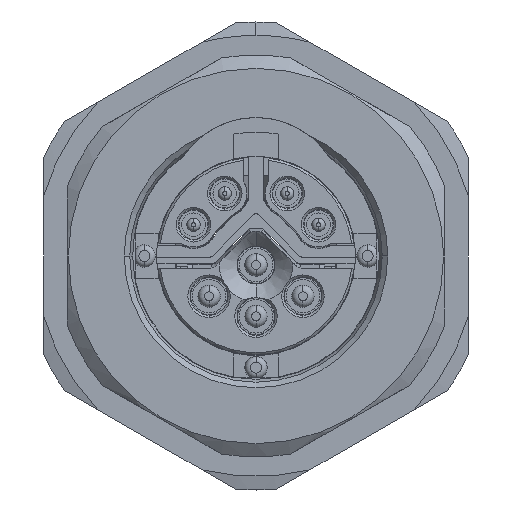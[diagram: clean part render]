
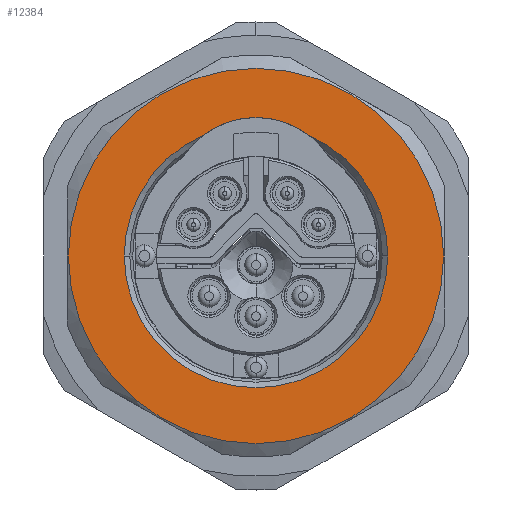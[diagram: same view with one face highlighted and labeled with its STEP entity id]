
A CAD part, left-side view. The second image highlights one B-rep face of the part: STEP entity #12384.
In plain terms, the highlighted planar face has unit normal (-1, 0, 0).
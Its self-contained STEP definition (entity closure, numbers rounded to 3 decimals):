
#108 = DIRECTION ( 'NONE',  ( 1., 0., 0. ) ) ;
#233 = ORIENTED_EDGE ( 'NONE', *, *, #9304, .T. ) ;
#248 = AXIS2_PLACEMENT_3D ( 'NONE', #11778, #11622, #11500 ) ;
#1123 = CARTESIAN_POINT ( 'NONE',  ( 59.25, -5.9, 0. ) ) ;
#1145 = DIRECTION ( 'NONE',  ( 0., 1., 0. ) ) ;
#1862 = CARTESIAN_POINT ( 'NONE',  ( 59.25, 0., 0. ) ) ;
#3608 = ORIENTED_EDGE ( 'NONE', *, *, #6411, .T. ) ;
#3926 = AXIS2_PLACEMENT_3D ( 'NONE', #13370, #13538, #14325 ) ;
#4225 = AXIS2_PLACEMENT_3D ( 'NONE', #12393, #10922, #12771 ) ;
#4362 = CIRCLE ( 'NONE', #248, 8.4 ) ;
#4993 = FACE_OUTER_BOUND ( 'NONE', #13117, .T. ) ;
#5349 = ORIENTED_EDGE ( 'NONE', *, *, #8301, .T. ) ;
#5429 = CARTESIAN_POINT ( 'NONE',  ( 59.25, -8.4, 0. ) ) ;
#6411 = EDGE_CURVE ( 'NONE', #10967, #23439, #23462, .T. ) ;
#6885 = EDGE_CURVE ( 'NONE', #23439, #24017, #15626, .T. ) ;
#7462 = EDGE_LOOP ( 'NONE', ( #9542, #5349, #233, #3608 ) ) ;
#7673 = ORIENTED_EDGE ( 'NONE', *, *, #8086, .T. ) ;
#7760 = CARTESIAN_POINT ( 'NONE',  ( 59.25, 5.9, 0. ) ) ;
#8086 = EDGE_CURVE ( 'NONE', #22324, #26610, #4362, .T. ) ;
#8301 = EDGE_CURVE ( 'NONE', #24017, #25195, #21723, .T. ) ;
#9304 = EDGE_CURVE ( 'NONE', #25195, #10967, #10435, .T. ) ;
#9542 = ORIENTED_EDGE ( 'NONE', *, *, #6885, .T. ) ;
#10435 = CIRCLE ( 'NONE', #22146, 5.9 ) ;
#10922 = DIRECTION ( 'NONE',  ( 1., 0., 0. ) ) ;
#10967 = VERTEX_POINT ( 'NONE', #7760 ) ;
#11500 = DIRECTION ( 'NONE',  ( 0., 1., 0. ) ) ;
#11622 = DIRECTION ( 'NONE',  ( -1., 0., 0. ) ) ;
#11638 = CARTESIAN_POINT ( 'NONE',  ( 59.25, 2.358, 5.408 ) ) ;
#11778 = CARTESIAN_POINT ( 'NONE',  ( 59.25, 0., 0. ) ) ;
#12106 = EDGE_CURVE ( 'NONE', #26610, #22324, #26748, .T. ) ;
#12384 = ADVANCED_FACE ( 'NONE', ( #4993, #26484 ), #16330, .T. ) ;
#12393 = CARTESIAN_POINT ( 'NONE',  ( 59.25, 0., 2.293 ) ) ;
#12685 = AXIS2_PLACEMENT_3D ( 'NONE', #17044, #17127, #16986 ) ;
#12771 = DIRECTION ( 'NONE',  ( 0., 1., 0. ) ) ;
#13117 = EDGE_LOOP ( 'NONE', ( #7673, #22481 ) ) ;
#13370 = CARTESIAN_POINT ( 'NONE',  ( 59.25, 0., 0. ) ) ;
#13538 = DIRECTION ( 'NONE',  ( 1., 0., 0. ) ) ;
#14196 = CARTESIAN_POINT ( 'NONE',  ( 59.25, 0., -7.25 ) ) ;
#14325 = DIRECTION ( 'NONE',  ( 0., 1., 0. ) ) ;
#15002 = DIRECTION ( 'NONE',  ( 0., 1., 0. ) ) ;
#15626 = CIRCLE ( 'NONE', #4225, 3.907 ) ;
#16330 = PLANE ( 'NONE',  #21883 ) ;
#16986 = DIRECTION ( 'NONE',  ( 0., 1., 0. ) ) ;
#17044 = CARTESIAN_POINT ( 'NONE',  ( 59.25, 0., 0. ) ) ;
#17127 = DIRECTION ( 'NONE',  ( -1., 0., 0. ) ) ;
#21723 = CIRCLE ( 'NONE', #3926, 5.9 ) ;
#21777 = DIRECTION ( 'NONE',  ( 1., 0., 0. ) ) ;
#21883 = AXIS2_PLACEMENT_3D ( 'NONE', #14196, #23531, #26442 ) ;
#22146 = AXIS2_PLACEMENT_3D ( 'NONE', #1862, #108, #1145 ) ;
#22324 = VERTEX_POINT ( 'NONE', #5429 ) ;
#22481 = ORIENTED_EDGE ( 'NONE', *, *, #12106, .T. ) ;
#22793 = CARTESIAN_POINT ( 'NONE',  ( 59.25, 0., 0. ) ) ;
#23439 = VERTEX_POINT ( 'NONE', #11638 ) ;
#23462 = CIRCLE ( 'NONE', #25237, 5.9 ) ;
#23531 = DIRECTION ( 'NONE',  ( -1., 0., 0. ) ) ;
#24017 = VERTEX_POINT ( 'NONE', #25907 ) ;
#25195 = VERTEX_POINT ( 'NONE', #1123 ) ;
#25237 = AXIS2_PLACEMENT_3D ( 'NONE', #22793, #21777, #15002 ) ;
#25604 = CARTESIAN_POINT ( 'NONE',  ( 59.25, 8.4, 0. ) ) ;
#25907 = CARTESIAN_POINT ( 'NONE',  ( 59.25, -2.358, 5.408 ) ) ;
#26442 = DIRECTION ( 'NONE',  ( 0., 1., 0. ) ) ;
#26484 = FACE_BOUND ( 'NONE', #7462, .T. ) ;
#26610 = VERTEX_POINT ( 'NONE', #25604 ) ;
#26748 = CIRCLE ( 'NONE', #12685, 8.4 ) ;
